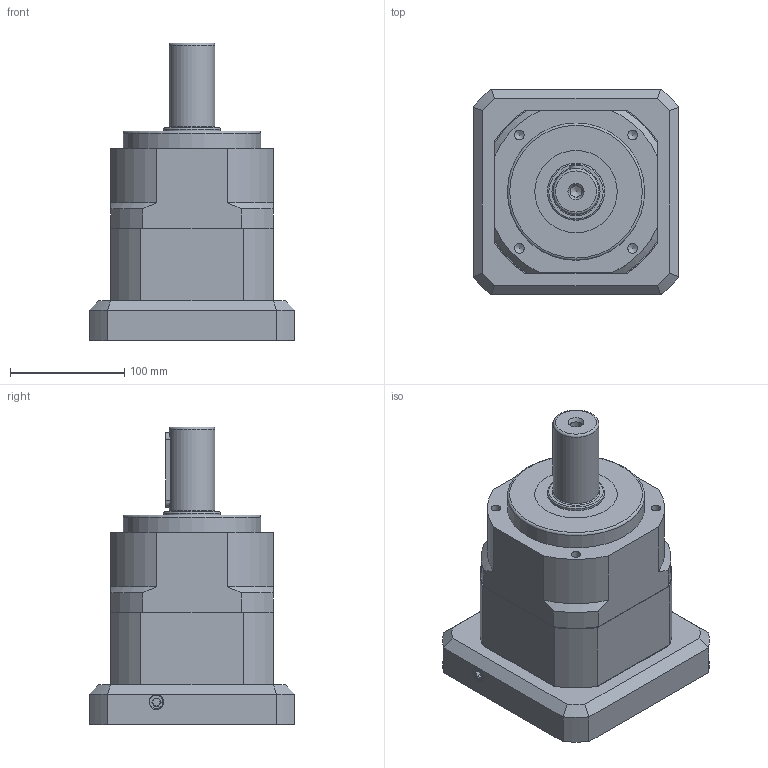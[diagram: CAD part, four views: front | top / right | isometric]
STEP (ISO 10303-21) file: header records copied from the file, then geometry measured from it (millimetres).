
FILE_DESCRIPTION((''),'2;1');
FILE_NAME('KSE-142-1.stp','2012-02-15T10:57:01',('young'),(''),'Autodesk Inventor 2012','Autodesk Inventor 2012','');
FILE_SCHEMA(('AUTOMOTIVE_DESIGN { 1 0 10303 214 1 1 1 1 }'));
Length unit declared in the file: millimetre
Products named in the file (1): KSE-142-1
Bounding box: 180 x 180 x 260.5 mm (x, y, z)
Volume: 2759021.5 mm3; surface area: 389932.8 mm2
Topology: 16 solids, 16 shells, 738 faces, 1908 edges, 1257 vertices
Faces by surface type: plane 397, cylinder 205, cone 66, bspline 60, torus 10
Full cylindrical faces by diameter (mm): 6.8 x4, 8.5 x12, 8.6 x1, 9.076 x1, 10 x5, 10.2 x5, 10.5 x4, 11 x1, 11.125 x2, 14 x4, 16 x5, 35.2 x1, 40 x1, 44.9 x1, 48.2 x1, 48.8 x1, 49.8 x1, 50 x2, 62 x1, 72 x4, 108 x1, 114.3 x1, 120 x3
Entity records: 25506 total; most frequent: CARTESIAN_POINT 8200, ORIENTED_EDGE 3534, DIRECTION 3397, EDGE_CURVE 1767, VERTEX_POINT 1228, AXIS2_PLACEMENT_3D 1182, VECTOR 1033, LINE 1033
